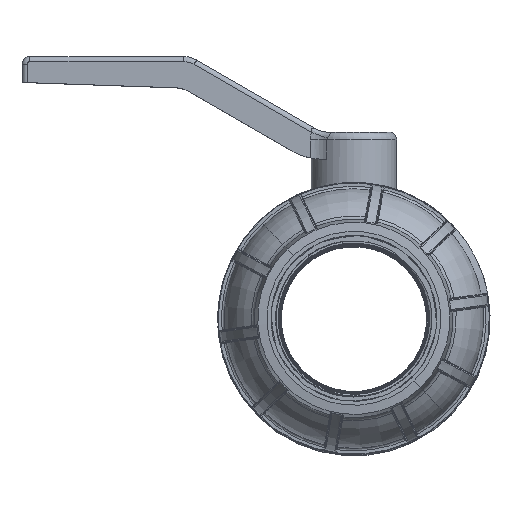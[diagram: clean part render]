
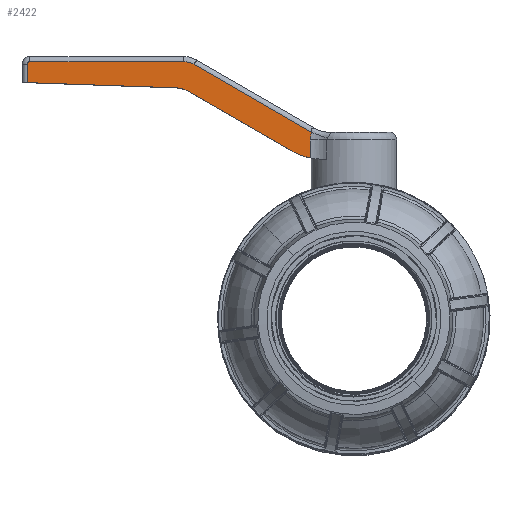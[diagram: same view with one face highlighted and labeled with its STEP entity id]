
A CAD part, top view. The second image highlights one B-rep face of the part: STEP entity #2422.
In plain terms, the highlighted planar face has unit normal (0, 0, 1).
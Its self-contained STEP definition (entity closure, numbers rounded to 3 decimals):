
#733 = EDGE_CURVE ( 'NONE', #17259, #17258, #75049, .T. ) ;
#737 = EDGE_CURVE ( 'NONE', #17258, #17262, #40322, .T. ) ;
#1840 = EDGE_CURVE ( 'NONE', #17041, #17035, #90019, .T. ) ;
#1850 = EDGE_CURVE ( 'NONE', #17035, #17110, #40404, .T. ) ;
#1852 = EDGE_CURVE ( 'NONE', #17110, #17118, #75276, .T. ) ;
#1858 = EDGE_CURVE ( 'NONE', #17128, #17119, #40405, .T. ) ;
#1867 = EDGE_CURVE ( 'NONE', #17130, #17128, #75300, .T. ) ;
#1874 = EDGE_CURVE ( 'NONE', #17118, #17130, #40408, .T. ) ;
#2245 = EDGE_CURVE ( 'NONE', #17262, #17135, #75549, .T. ) ;
#2246 = EDGE_CURVE ( 'NONE', #17135, #17041, #79318, .T. ) ;
#2249 = EDGE_CURVE ( 'NONE', #17119, #17259, #79319, .T. ) ;
#2422 = ADVANCED_FACE ( 'NONE', ( #79355 ), #82661, .F. ) ;
#6204 = ORIENTED_EDGE ( 'NONE', *, *, #1852, .T. ) ;
#6206 = ORIENTED_EDGE ( 'NONE', *, *, #2246, .T. ) ;
#6208 = ORIENTED_EDGE ( 'NONE', *, *, #1840, .T. ) ;
#6210 = ORIENTED_EDGE ( 'NONE', *, *, #1850, .T. ) ;
#6212 = ORIENTED_EDGE ( 'NONE', *, *, #1874, .T. ) ;
#6214 = ORIENTED_EDGE ( 'NONE', *, *, #1867, .T. ) ;
#6216 = ORIENTED_EDGE ( 'NONE', *, *, #1858, .T. ) ;
#6218 = ORIENTED_EDGE ( 'NONE', *, *, #2249, .T. ) ;
#6220 = ORIENTED_EDGE ( 'NONE', *, *, #2245, .T. ) ;
#6222 = ORIENTED_EDGE ( 'NONE', *, *, #733, .T. ) ;
#6224 = ORIENTED_EDGE ( 'NONE', *, *, #737, .T. ) ;
#15447 = CARTESIAN_POINT ( 'NONE',  ( 48.98, 50.778, 11.5 ) ) ;
#15453 = CARTESIAN_POINT ( 'NONE',  ( 48.449, 47.854, 11.5 ) ) ;
#15522 = CARTESIAN_POINT ( 'NONE',  ( 3.63, 76.961, 11.5 ) ) ;
#15530 = CARTESIAN_POINT ( 'NONE',  ( -0.37, 78.033, 11.5 ) ) ;
#15531 = CARTESIAN_POINT ( 'NONE',  ( -60.69, 69.963, 11.5 ) ) ;
#15540 = CARTESIAN_POINT ( 'NONE',  ( -60.69, 77.033, 11.5 ) ) ;
#15542 = CARTESIAN_POINT ( 'NONE',  ( -59.69, 78.033, 11.5 ) ) ;
#15547 = CARTESIAN_POINT ( 'NONE',  ( 48.449, 40.951, 11.5 ) ) ;
#15670 = CARTESIAN_POINT ( 'NONE',  ( 1.544, 66.619, 11.5 ) ) ;
#15671 = CARTESIAN_POINT ( 'NONE',  ( -3.107, 67.953, 11.5 ) ) ;
#15674 = CARTESIAN_POINT ( 'NONE',  ( 41.287, 43.673, 11.5 ) ) ;
#17035 = VERTEX_POINT ( 'NONE', #15447 ) ;
#17041 = VERTEX_POINT ( 'NONE', #15453 ) ;
#17110 = VERTEX_POINT ( 'NONE', #15522 ) ;
#17118 = VERTEX_POINT ( 'NONE', #15530 ) ;
#17119 = VERTEX_POINT ( 'NONE', #15531 ) ;
#17128 = VERTEX_POINT ( 'NONE', #15540 ) ;
#17130 = VERTEX_POINT ( 'NONE', #15542 ) ;
#17135 = VERTEX_POINT ( 'NONE', #15547 ) ;
#17258 = VERTEX_POINT ( 'NONE', #15670 ) ;
#17259 = VERTEX_POINT ( 'NONE', #15671 ) ;
#17262 = VERTEX_POINT ( 'NONE', #15674 ) ;
#38050 = EDGE_LOOP ( 'NONE', ( #6206, #6208, #6210, #6204, #6212, #6214, #6216, #6218, #6222, #6224, #6220 ) ) ;
#40322 = LINE ( 'NONE', #78047, #75055 ) ;
#40404 = LINE ( 'NONE', #78791, #75291 ) ;
#40405 = LINE ( 'NONE', #78802, #75297 ) ;
#40408 = LINE ( 'NONE', #78822, #75308 ) ;
#75049 = CIRCLE ( 'NONE', #75050, 10. ) ;
#75050 = AXIS2_PLACEMENT_3D ( 'NONE', #78038, #78039, #78040 ) ;
#75055 = VECTOR ( 'NONE', #78048, 1000. ) ;
#75276 = CIRCLE ( 'NONE', #75292, 8. ) ;
#75291 = VECTOR ( 'NONE', #78792, 1000. ) ;
#75292 = AXIS2_PLACEMENT_3D ( 'NONE', #78793, #78794, #78795 ) ;
#75297 = VECTOR ( 'NONE', #78803, 1000. ) ;
#75300 = CIRCLE ( 'NONE', #75303, 1. ) ;
#75303 = AXIS2_PLACEMENT_3D ( 'NONE', #78813, #78814, #78815 ) ;
#75308 = VECTOR ( 'NONE', #78823, 1000. ) ;
#75549 = CIRCLE ( 'NONE', #75562, 24. ) ;
#75562 = AXIS2_PLACEMENT_3D ( 'NONE', #80757, #80758, #80759 ) ;
#75567 = VECTOR ( 'NONE', #80761, 1000. ) ;
#75571 = VECTOR ( 'NONE', #80763, 1000. ) ;
#75746 = AXIS2_PLACEMENT_3D ( 'NONE', #82662, #82663, #82664 ) ;
#78038 = CARTESIAN_POINT ( 'NONE',  ( -3.456, 57.959, 11.5 ) ) ;
#78039 = DIRECTION ( 'NONE',  ( 0., 0., -1. ) ) ;
#78040 = DIRECTION ( 'NONE',  ( 1., 0., 0. ) ) ;
#78047 = CARTESIAN_POINT ( 'NONE',  ( 41.287, 43.673, 11.5 ) ) ;
#78048 = DIRECTION ( 'NONE',  ( 0.866, -0.5, 0. ) ) ;
#78762 = CARTESIAN_POINT ( 'NONE',  ( 48.449, 47.854, 11.5 ) ) ;
#78763 = CARTESIAN_POINT ( 'NONE',  ( 48.449, 48.861, 11.5 ) ) ;
#78764 = CARTESIAN_POINT ( 'NONE',  ( 48.63, 49.835, 11.5 ) ) ;
#78765 = CARTESIAN_POINT ( 'NONE',  ( 48.98, 50.778, 11.5 ) ) ;
#78791 = CARTESIAN_POINT ( 'NONE',  ( 46.287, 52.334, 11.5 ) ) ;
#78792 = DIRECTION ( 'NONE',  ( -0.866, 0.5, 0. ) ) ;
#78793 = CARTESIAN_POINT ( 'NONE',  ( -0.37, 70.033, 11.5 ) ) ;
#78794 = DIRECTION ( 'NONE',  ( 0., 0., 1. ) ) ;
#78795 = DIRECTION ( 'NONE',  ( -1., 0., 0. ) ) ;
#78802 = CARTESIAN_POINT ( 'NONE',  ( -60.69, 64.458, 11.5 ) ) ;
#78803 = DIRECTION ( 'NONE',  ( 0., -1., 0. ) ) ;
#78813 = CARTESIAN_POINT ( 'NONE',  ( -59.69, 77.033, 11.5 ) ) ;
#78814 = DIRECTION ( 'NONE',  ( 0., 0., 1. ) ) ;
#78815 = DIRECTION ( 'NONE',  ( -1., 0., 0. ) ) ;
#78822 = CARTESIAN_POINT ( 'NONE',  ( 53.287, 78.033, 11.5 ) ) ;
#78823 = DIRECTION ( 'NONE',  ( -1., 0., 0. ) ) ;
#79318 = LINE ( 'NONE', #80760, #75567 ) ;
#79319 = LINE ( 'NONE', #80762, #75571 ) ;
#79355 = FACE_OUTER_BOUND ( 'NONE', #38050, .T. ) ;
#80757 = CARTESIAN_POINT ( 'NONE',  ( 53.287, 64.458, 11.5 ) ) ;
#80758 = DIRECTION ( 'NONE',  ( 0., 0., 1. ) ) ;
#80759 = DIRECTION ( 'NONE',  ( -1., 0., 0. ) ) ;
#80760 = CARTESIAN_POINT ( 'NONE',  ( 48.449, 47.854, 11.5 ) ) ;
#80761 = DIRECTION ( 'NONE',  ( 0., 1., 0. ) ) ;
#80762 = CARTESIAN_POINT ( 'NONE',  ( -62.69, 70.033, 11.5 ) ) ;
#80763 = DIRECTION ( 'NONE',  ( 0.999, -0.035, 0. ) ) ;
#82661 = PLANE ( 'NONE',  #75746 ) ;
#82662 = CARTESIAN_POINT ( 'NONE',  ( 53.287, 64.458, 11.5 ) ) ;
#82663 = DIRECTION ( 'NONE',  ( 0., 0., -1. ) ) ;
#82664 = DIRECTION ( 'NONE',  ( -1., 0., 0. ) ) ;
#90019 = B_SPLINE_CURVE_WITH_KNOTS ( 'NONE', 3,
 ( #78762, #78763, #78764, #78765 ),
 .UNSPECIFIED., .F., .F.,
 ( 4, 4 ),
 ( 0., 0.003 ),
 .UNSPECIFIED. ) ;
